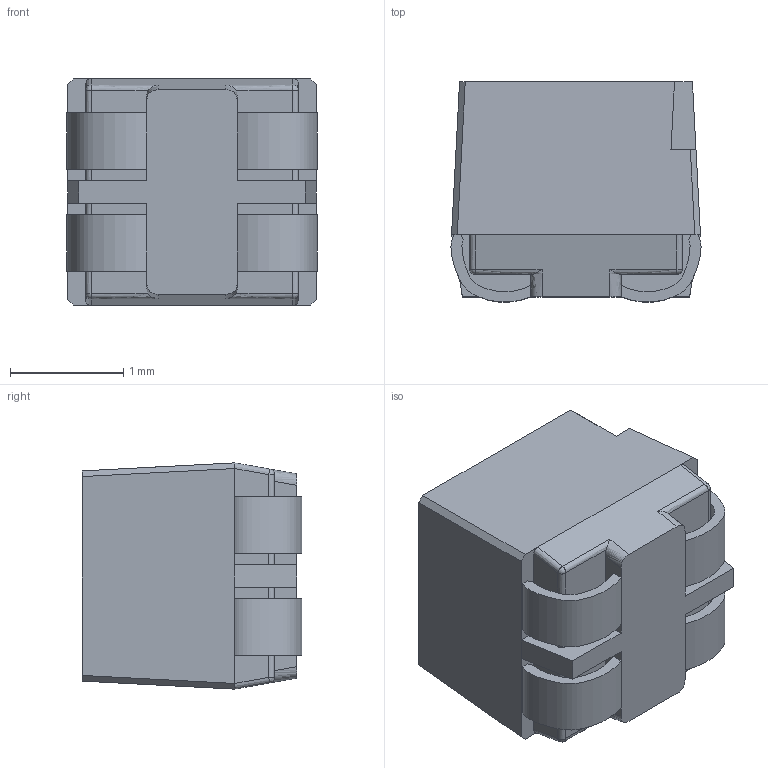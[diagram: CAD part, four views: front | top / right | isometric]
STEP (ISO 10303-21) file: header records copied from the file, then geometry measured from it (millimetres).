
FILE_DESCRIPTION (( 'STEP AP214' ), '1' );
FILE_NAME ('ASMB-KTF0-0A306.STEP', '2018-06-28T16:52:31', ( '' ), ( '' ), 'SwSTEP 2.0', 'SolidWorks 2016', '' );
FILE_SCHEMA (( 'AUTOMOTIVE_DESIGN' ));
Length unit declared in the file: millimetre
Products named in the file (1): ASMB-KTF0-0A306
Bounding box: 2.21 x 1.94 x 2 mm (x, y, z)
Volume: 5.6 mm3; surface area: 31.8 mm2
Topology: 1 solids, 1 shells, 93 faces, 254 edges, 156 vertices
Faces by surface type: plane 53, bspline 40
Entity records: 5065 total; most frequent: CARTESIAN_POINT 2044, ORIENTED_EDGE 500, EDGE_CURVE 250, DIRECTION 238, VERTEX_POINT 156, LINE 130, VECTOR 130, B_SPLINE_CURVE_WITH_KNOTS 120
